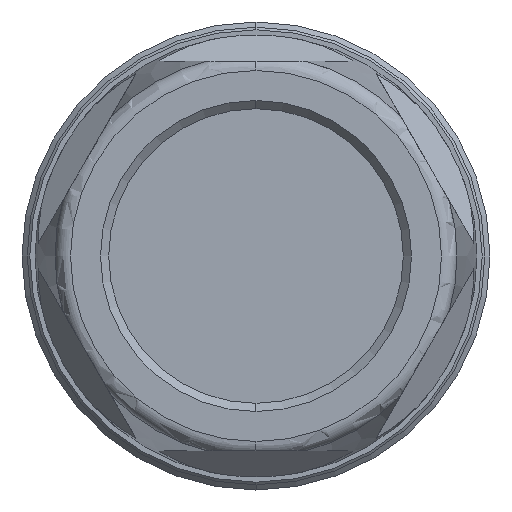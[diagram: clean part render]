
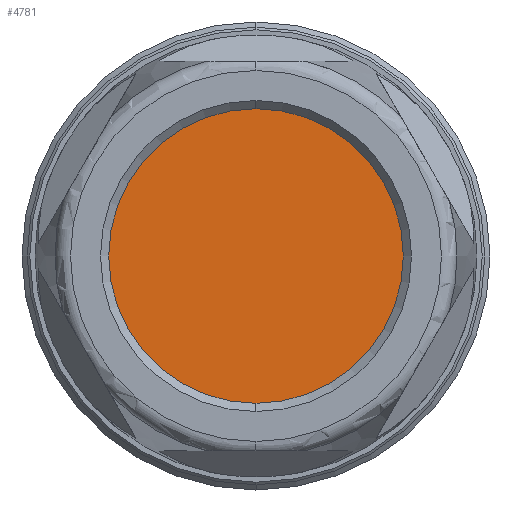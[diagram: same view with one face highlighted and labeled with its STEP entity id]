
A CAD part, left-side view. The second image highlights one B-rep face of the part: STEP entity #4781.
In plain terms, the highlighted planar face has unit normal (-1, 0, 0).
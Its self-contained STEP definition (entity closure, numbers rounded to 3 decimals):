
#125 = CARTESIAN_POINT ( 'NONE',  ( 27., 0., 28.325 ) ) ;
#169 = CIRCLE ( 'NONE', #1830, 28.325 ) ;
#305 = CIRCLE ( 'NONE', #1875, 28.325 ) ;
#975 = CARTESIAN_POINT ( 'NONE',  ( 27., 0., -28.325 ) ) ;
#1830 = AXIS2_PLACEMENT_3D ( 'NONE', #4119, #4120, #4121 ) ;
#1875 = AXIS2_PLACEMENT_3D ( 'NONE', #4268, #4269, #4270 ) ;
#1969 = AXIS2_PLACEMENT_3D ( 'NONE', #3546, #3547, #3548 ) ;
#2331 = ORIENTED_EDGE ( 'NONE', *, *, #3810, .F. ) ;
#2387 = ORIENTED_EDGE ( 'NONE', *, *, #3720, .F. ) ;
#2497 = VERTEX_POINT ( 'NONE', #125 ) ;
#2920 = VERTEX_POINT ( 'NONE', #975 ) ;
#3089 = EDGE_LOOP ( 'NONE', ( #2387, #2331 ) ) ;
#3545 = PLANE ( 'NONE',  #1969 ) ;
#3546 = CARTESIAN_POINT ( 'NONE',  ( 27., 0., 0. ) ) ;
#3547 = DIRECTION ( 'NONE',  ( -1., 0., 0. ) ) ;
#3548 = DIRECTION ( 'NONE',  ( 0., 0., 1. ) ) ;
#3720 = EDGE_CURVE ( 'NONE', #2920, #2497, #169, .T. ) ;
#3810 = EDGE_CURVE ( 'NONE', #2497, #2920, #305, .T. ) ;
#4119 = CARTESIAN_POINT ( 'NONE',  ( 27., 0., 0. ) ) ;
#4120 = DIRECTION ( 'NONE',  ( 1., 0., 0. ) ) ;
#4121 = DIRECTION ( 'NONE',  ( 0., 0., -1. ) ) ;
#4268 = CARTESIAN_POINT ( 'NONE',  ( 27., 0., 0. ) ) ;
#4269 = DIRECTION ( 'NONE',  ( 1., 0., 0. ) ) ;
#4270 = DIRECTION ( 'NONE',  ( 0., 0., -1. ) ) ;
#4739 = FACE_OUTER_BOUND ( 'NONE', #3089, .T. ) ;
#4781 = ADVANCED_FACE ( 'NONE', ( #4739 ), #3545, .T. ) ;
